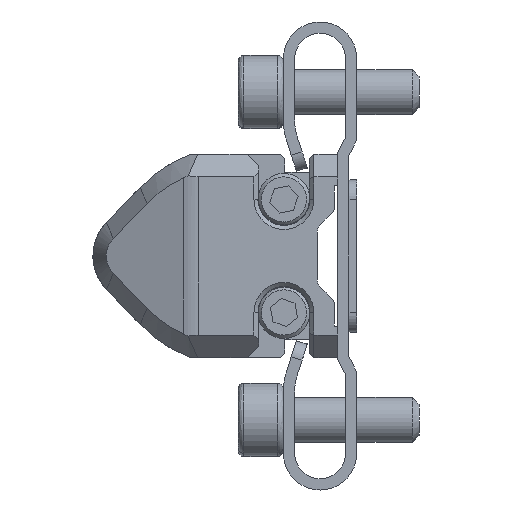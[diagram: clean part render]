
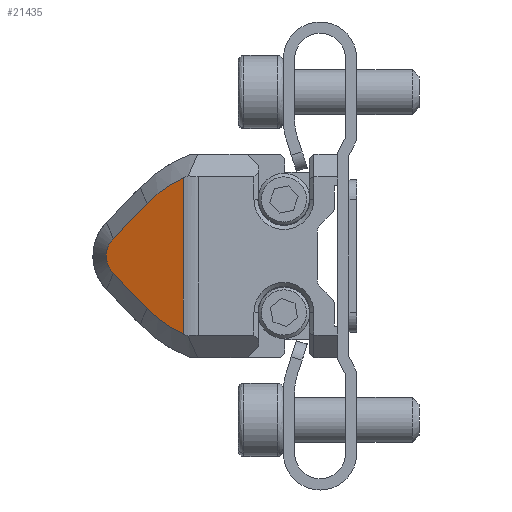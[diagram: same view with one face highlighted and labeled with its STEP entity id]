
A CAD part, left-side view. The second image highlights one B-rep face of the part: STEP entity #21435.
In plain terms, the highlighted planar face has unit normal (-0.946, 0.325, 0).
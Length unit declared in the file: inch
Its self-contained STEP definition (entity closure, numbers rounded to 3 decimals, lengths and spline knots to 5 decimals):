
#192 = CARTESIAN_POINT ( 'NONE',  ( -3.68559, 0.47792, -0.05711 ) ) ;
#294 = CARTESIAN_POINT ( 'NONE',  ( -3.74043, 0.31857, -0.21915 ) ) ;
#797 = CARTESIAN_POINT ( 'NONE',  ( -3.74572, 0.30321, 0.23182 ) ) ;
#2826 = EDGE_CURVE ( 'NONE', #28225, #17553, #11757, .T. ) ;
#3045 = ORIENTED_EDGE ( 'NONE', *, *, #8415, .F. ) ;
#3275 = CARTESIAN_POINT ( 'NONE',  ( -3.73363, 0.33832, -0.2023 ) ) ;
#3551 = CARTESIAN_POINT ( 'NONE',  ( -3.68138, 0.49015, 0.03832 ) ) ;
#3839 = CARTESIAN_POINT ( 'NONE',  ( -3.77096, 0.22987, -0.2719 ) ) ;
#3929 = CARTESIAN_POINT ( 'NONE',  ( -3.6792, 0.4965, 0.02271 ) ) ;
#7831 = CARTESIAN_POINT ( 'NONE',  ( -3.68693, 0.47404, -0.06112 ) ) ;
#7863 = EDGE_LOOP ( 'NONE', ( #20438, #11099, #3045, #20261, #28033, #27578 ) ) ;
#8415 = EDGE_CURVE ( 'NONE', #12609, #37580, #16573, .T. ) ;
#9187 = CARTESIAN_POINT ( 'NONE',  ( -3.76293, 0.2532, -0.26096 ) ) ;
#9278 = CARTESIAN_POINT ( 'NONE',  ( -3.71392, 0.3956, 0.14249 ) ) ;
#9301 = DIRECTION ( 'NONE',  ( 0., 0., -1. ) ) ;
#9449 = PLANE ( 'NONE',  #31325 ) ;
#9639 = DIRECTION ( 'NONE',  ( -0.325, -0.946, 0. ) ) ;
#9653 = CARTESIAN_POINT ( 'NONE',  ( -3.67862, 0.49818, -0.01146 ) ) ;
#11099 = ORIENTED_EDGE ( 'NONE', *, *, #28123, .F. ) ;
#11757 = B_SPLINE_CURVE_WITH_KNOTS ( 'NONE', 3,
 ( #36367, #17902, #9187, #33382, #27043, #294, #3275, #12355 ),
 .UNSPECIFIED., .F., .F.,
 ( 4, 2, 2, 4 ),
 ( 0., 0.00103, 0.00205, 0.00411 ),
 .UNSPECIFIED. ) ;
#12136 = B_SPLINE_CURVE_WITH_KNOTS ( 'NONE', 3,
 ( #23096, #13983, #13791, #7831 ),
 .UNSPECIFIED., .F., .F.,
 ( 4, 4 ),
 ( 0., 1. ),
 .UNSPECIFIED. ) ;
#12249 = CARTESIAN_POINT ( 'NONE',  ( -3.68231, 0.48746, -0.04346 ) ) ;
#12355 = CARTESIAN_POINT ( 'NONE',  ( -3.72737, 0.35651, -0.1833 ) ) ;
#12609 = VERTEX_POINT ( 'NONE', #36474 ) ;
#12955 = VECTOR ( 'NONE', #9301, 39.37008 ) ;
#13791 = CARTESIAN_POINT ( 'NONE',  ( -3.70044, 0.43477, -0.10176 ) ) ;
#13983 = CARTESIAN_POINT ( 'NONE',  ( -3.71392, 0.3956, -0.14249 ) ) ;
#14213 = CARTESIAN_POINT ( 'NONE',  ( -3.72737, 0.35651, -0.1833 ) ) ;
#14847 = CARTESIAN_POINT ( 'NONE',  ( -3.70044, 0.43477, 0.10176 ) ) ;
#15318 = CARTESIAN_POINT ( 'NONE',  ( -3.77096, 0.22987, 0.2719 ) ) ;
#15568 = B_SPLINE_CURVE_WITH_KNOTS ( 'NONE', 3,
 ( #37468, #30713, #797, #27548, #19205, #36868 ),
 .UNSPECIFIED., .F., .F.,
 ( 4, 2, 4 ),
 ( 0., 0.00285, 0.00411 ),
 .UNSPECIFIED. ) ;
#15605 = CARTESIAN_POINT ( 'NONE',  ( -3.67787, 0.50036, -0.27516 ) ) ;
#16456 = VERTEX_POINT ( 'NONE', #15318 ) ;
#16573 = B_SPLINE_CURVE_WITH_KNOTS ( 'NONE', 3,
 ( #18395, #192, #21361, #12249, #31072, #30685, #37241, #9653, #25127, #24923, #3929, #3551, #33665, #22146, #18984, #24725 ),
 .UNSPECIFIED., .F., .F.,
 ( 4, 2, 2, 2, 2, 2, 2, 4 ),
 ( 0., 0.00043, 0.00086, 0.00129, 0.00173, 0.00259, 0.00302, 0.00345 ),
 .UNSPECIFIED. ) ;
#17553 = VERTEX_POINT ( 'NONE', #14213 ) ;
#17902 = CARTESIAN_POINT ( 'NONE',  ( -3.7669, 0.24166, -0.26671 ) ) ;
#18395 = CARTESIAN_POINT ( 'NONE',  ( -3.68693, 0.47404, -0.06112 ) ) ;
#18818 = CARTESIAN_POINT ( 'NONE',  ( -3.68693, 0.47404, 0.06112 ) ) ;
#18984 = CARTESIAN_POINT ( 'NONE',  ( -3.68559, 0.47792, 0.05711 ) ) ;
#19205 = CARTESIAN_POINT ( 'NONE',  ( -3.76595, 0.24442, 0.26551 ) ) ;
#20261 = ORIENTED_EDGE ( 'NONE', *, *, #29374, .F. ) ;
#20438 = ORIENTED_EDGE ( 'NONE', *, *, #35328, .F. ) ;
#20595 = EDGE_CURVE ( 'NONE', #16456, #28225, #24556, .T. ) ;
#20972 = CARTESIAN_POINT ( 'NONE',  ( -3.72737, 0.35651, 0.1833 ) ) ;
#20979 = CARTESIAN_POINT ( 'NONE',  ( -3.72737, 0.35651, 0.1833 ) ) ;
#21361 = CARTESIAN_POINT ( 'NONE',  ( -3.6844, 0.48137, -0.05277 ) ) ;
#21435 = ADVANCED_FACE ( 'NONE', ( #36636 ), #9449, .F. ) ;
#22146 = CARTESIAN_POINT ( 'NONE',  ( -3.6844, 0.48139, 0.05276 ) ) ;
#23096 = CARTESIAN_POINT ( 'NONE',  ( -3.72737, 0.35651, -0.1833 ) ) ;
#24556 = LINE ( 'NONE', #36679, #12955 ) ;
#24725 = CARTESIAN_POINT ( 'NONE',  ( -3.68693, 0.47404, 0.06112 ) ) ;
#24923 = CARTESIAN_POINT ( 'NONE',  ( -3.67842, 0.49875, 0.01129 ) ) ;
#25127 = CARTESIAN_POINT ( 'NONE',  ( -3.67843, 0.49874, -0.0057 ) ) ;
#26817 = B_SPLINE_CURVE_WITH_KNOTS ( 'NONE', 3,
 ( #33285, #14847, #9278, #20972 ),
 .UNSPECIFIED., .F., .F.,
 ( 4, 4 ),
 ( 0., 1. ),
 .UNSPECIFIED. ) ;
#27043 = CARTESIAN_POINT ( 'NONE',  ( -3.75139, 0.28673, -0.2414 ) ) ;
#27548 = CARTESIAN_POINT ( 'NONE',  ( -3.76107, 0.25858, 0.25824 ) ) ;
#27578 = ORIENTED_EDGE ( 'NONE', *, *, #20595, .F. ) ;
#28033 = ORIENTED_EDGE ( 'NONE', *, *, #2826, .F. ) ;
#28123 = EDGE_CURVE ( 'NONE', #37580, #28489, #26817, .T. ) ;
#28225 = VERTEX_POINT ( 'NONE', #3839 ) ;
#28489 = VERTEX_POINT ( 'NONE', #20979 ) ;
#29374 = EDGE_CURVE ( 'NONE', #17553, #12609, #12136, .T. ) ;
#30685 = CARTESIAN_POINT ( 'NONE',  ( -3.67993, 0.49437, -0.02796 ) ) ;
#30713 = CARTESIAN_POINT ( 'NONE',  ( -3.73593, 0.33164, 0.20927 ) ) ;
#31072 = CARTESIAN_POINT ( 'NONE',  ( -3.6814, 0.49011, -0.03842 ) ) ;
#31325 = AXIS2_PLACEMENT_3D ( 'NONE', #15605, #36829, #9639 ) ;
#33285 = CARTESIAN_POINT ( 'NONE',  ( -3.68693, 0.47404, 0.06112 ) ) ;
#33382 = CARTESIAN_POINT ( 'NONE',  ( -3.75518, 0.27571, -0.24832 ) ) ;
#33665 = CARTESIAN_POINT ( 'NONE',  ( -3.68229, 0.48752, 0.04336 ) ) ;
#35328 = EDGE_CURVE ( 'NONE', #28489, #16456, #15568, .T. ) ;
#36367 = CARTESIAN_POINT ( 'NONE',  ( -3.77096, 0.22987, -0.2719 ) ) ;
#36474 = CARTESIAN_POINT ( 'NONE',  ( -3.68693, 0.47404, -0.06112 ) ) ;
#36636 = FACE_OUTER_BOUND ( 'NONE', #7863, .T. ) ;
#36679 = CARTESIAN_POINT ( 'NONE',  ( -3.77096, 0.22987, 0.28282 ) ) ;
#36829 = DIRECTION ( 'NONE',  ( 0.946, -0.325, 0. ) ) ;
#36868 = CARTESIAN_POINT ( 'NONE',  ( -3.77096, 0.22987, 0.2719 ) ) ;
#37241 = CARTESIAN_POINT ( 'NONE',  ( -3.67938, 0.49598, -0.02257 ) ) ;
#37468 = CARTESIAN_POINT ( 'NONE',  ( -3.72737, 0.35651, 0.1833 ) ) ;
#37580 = VERTEX_POINT ( 'NONE', #18818 ) ;
